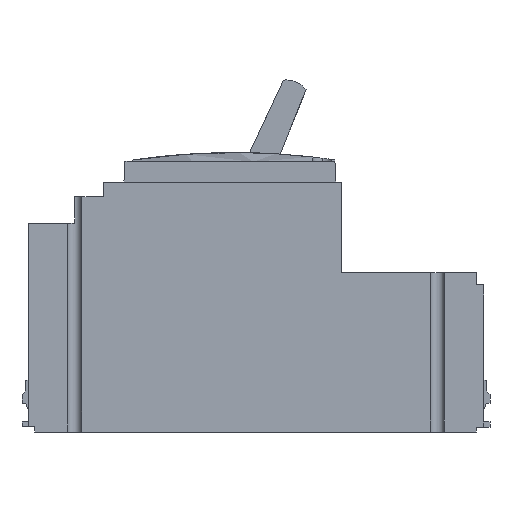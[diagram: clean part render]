
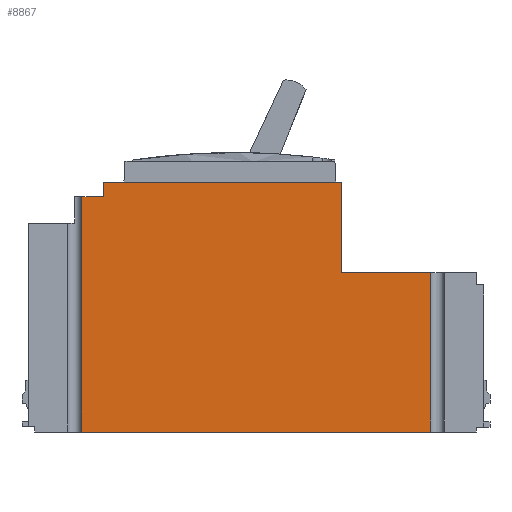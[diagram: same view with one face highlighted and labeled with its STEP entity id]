
A CAD part, left-side view. The second image highlights one B-rep face of the part: STEP entity #8867.
In plain terms, the highlighted planar face has unit normal (-1, 0, 0).
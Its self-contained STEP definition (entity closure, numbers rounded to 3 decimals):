
#116=DIRECTION('',(0.,-1.,0.));
#117=VECTOR('',#116,119.994);
#118=CARTESIAN_POINT('',(-0.845,138.517,0.));
#119=LINE('',#118,#117);
#1305=DIRECTION('',(0.,-1.,0.));
#1306=VECTOR('',#1305,7.494);
#1307=CARTESIAN_POINT('',(-0.845,138.517,81.1));
#1308=LINE('',#1307,#1306);
#1309=DIRECTION('',(0.,0.,1.));
#1310=VECTOR('',#1309,5.);
#1311=CARTESIAN_POINT('',(-0.845,131.024,81.1));
#1312=LINE('',#1311,#1310);
#1313=DIRECTION('',(0.,0.,-1.));
#1314=VECTOR('',#1313,31.15);
#1315=CARTESIAN_POINT('',(-0.845,49.02,86.1));
#1316=LINE('',#1315,#1314);
#1317=DIRECTION('',(0.,-1.,0.));
#1318=VECTOR('',#1317,30.497);
#1319=CARTESIAN_POINT('',(-0.845,49.02,54.95));
#1320=LINE('',#1319,#1318);
#1329=DIRECTION('',(0.,0.,-1.));
#1330=VECTOR('',#1329,81.1);
#1331=CARTESIAN_POINT('',(-0.845,138.517,81.1));
#1332=LINE('',#1331,#1330);
#2917=DIRECTION('',(0.,1.,0.));
#2918=VECTOR('',#2917,82.004);
#2919=CARTESIAN_POINT('',(-0.845,49.02,86.1));
#2920=LINE('',#2919,#2918);
#3276=DIRECTION('',(0.,0.,1.));
#3277=VECTOR('',#3276,54.95);
#3278=CARTESIAN_POINT('',(-0.845,18.523,0.));
#3279=LINE('',#3278,#3277);
#5493=CARTESIAN_POINT('',(-0.845,138.517,0.));
#5495=VERTEX_POINT('',#5493);
#5496=CARTESIAN_POINT('',(-0.845,18.523,0.));
#5497=VERTEX_POINT('',#5496);
#6017=CARTESIAN_POINT('',(-0.845,18.523,54.95));
#6018=VERTEX_POINT('',#6017);
#6019=CARTESIAN_POINT('',(-0.845,49.02,54.95));
#6020=VERTEX_POINT('',#6019);
#6133=CARTESIAN_POINT('',(-0.845,49.02,86.1));
#6134=VERTEX_POINT('',#6133);
#6313=CARTESIAN_POINT('',(-0.845,138.517,81.1));
#6314=VERTEX_POINT('',#6313);
#6315=CARTESIAN_POINT('',(-0.845,131.024,81.1));
#6316=VERTEX_POINT('',#6315);
#6317=CARTESIAN_POINT('',(-0.845,131.024,86.1));
#6318=VERTEX_POINT('',#6317);
#8847=CARTESIAN_POINT('',(-0.845,159.14,54.95));
#8848=DIRECTION('',(-1.,0.,0.));
#8849=DIRECTION('',(0.,-1.,0.));
#8850=AXIS2_PLACEMENT_3D('',#8847,#8848,#8849);
#8851=PLANE('',#8850);
#8853=ORIENTED_EDGE('',*,*,#8852,.F.);
#8855=ORIENTED_EDGE('',*,*,#8854,.T.);
#8857=ORIENTED_EDGE('',*,*,#8856,.T.);
#8859=ORIENTED_EDGE('',*,*,#8858,.F.);
#8860=ORIENTED_EDGE('',*,*,#7936,.T.);
#8861=ORIENTED_EDGE('',*,*,#7714,.T.);
#8863=ORIENTED_EDGE('',*,*,#8862,.F.);
#8864=ORIENTED_EDGE('',*,*,#7329,.F.);
#8865=EDGE_LOOP('',(#8853,#8855,#8857,#8859,#8860,#8861,#8863,#8864));
#8866=FACE_OUTER_BOUND('',#8865,.F.);
#7329=EDGE_CURVE('',#5495,#5497,#119,.T.);
#7714=EDGE_CURVE('',#6020,#6018,#1320,.T.);
#7936=EDGE_CURVE('',#6134,#6020,#1316,.T.);
#8852=EDGE_CURVE('',#6314,#5495,#1332,.T.);
#8854=EDGE_CURVE('',#6314,#6316,#1308,.T.);
#8856=EDGE_CURVE('',#6316,#6318,#1312,.T.);
#8858=EDGE_CURVE('',#6134,#6318,#2920,.T.);
#8862=EDGE_CURVE('',#5497,#6018,#3279,.T.);
#8867=ADVANCED_FACE('',(#8866),#8851,.T.);
